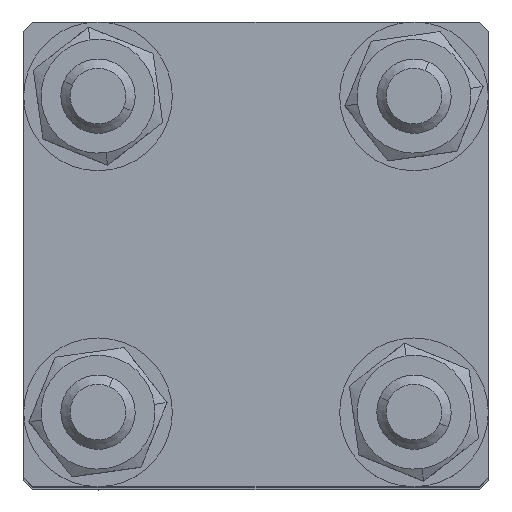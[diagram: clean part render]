
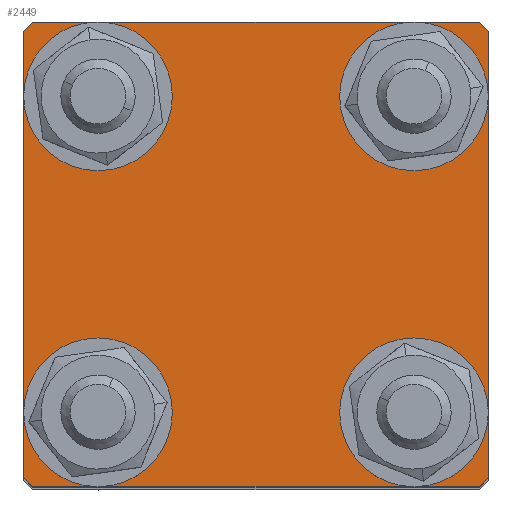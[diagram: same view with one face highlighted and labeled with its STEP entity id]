
A CAD part, top view. The second image highlights one B-rep face of the part: STEP entity #2449.
In plain terms, the highlighted planar face has unit normal (0, 0, 1).
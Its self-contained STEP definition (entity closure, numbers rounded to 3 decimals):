
#318 = EDGE_LOOP ( 'NONE', ( #5585, #5256 ) ) ;
#320 = EDGE_LOOP ( 'NONE', ( #5333, #5255 ) ) ;
#321 = EDGE_LOOP ( 'NONE', ( #5254, #5300 ) ) ;
#322 = EDGE_LOOP ( 'NONE', ( #5324, #5302, #5298, #5320, #5311, #5325, #5342, #5647 ) ) ;
#323 = EDGE_LOOP ( 'NONE', ( #5265, #5262 ) ) ;
#326 = VERTEX_POINT ( 'NONE', #5471 ) ;
#328 = VERTEX_POINT ( 'NONE', #5469 ) ;
#329 = VERTEX_POINT ( 'NONE', #5465 ) ;
#331 = VERTEX_POINT ( 'NONE', #5466 ) ;
#333 = VERTEX_POINT ( 'NONE', #5464 ) ;
#334 = VERTEX_POINT ( 'NONE', #5473 ) ;
#335 = VERTEX_POINT ( 'NONE', #5474 ) ;
#445 = VERTEX_POINT ( 'NONE', #3947 ) ;
#446 = VERTEX_POINT ( 'NONE', #3944 ) ;
#447 = VERTEX_POINT ( 'NONE', #3948 ) ;
#450 = VERTEX_POINT ( 'NONE', #3946 ) ;
#756 = VECTOR ( 'NONE', #2777, 1000. ) ;
#759 = LINE ( 'NONE', #2776, #756 ) ;
#762 = VECTOR ( 'NONE', #2771, 1000. ) ;
#765 = LINE ( 'NONE', #2770, #762 ) ;
#770 = VECTOR ( 'NONE', #2763, 1000. ) ;
#773 = LINE ( 'NONE', #2762, #770 ) ;
#775 = VECTOR ( 'NONE', #2756, 1000. ) ;
#778 = LINE ( 'NONE', #2755, #775 ) ;
#783 = CIRCLE ( 'NONE', #4782, 4.5 ) ;
#847 = CIRCLE ( 'NONE', #4763, 4.5 ) ;
#853 = CIRCLE ( 'NONE', #4761, 4.5 ) ;
#859 = CIRCLE ( 'NONE', #4759, 4.5 ) ;
#869 = CIRCLE ( 'NONE', #4757, 4.5 ) ;
#877 = CIRCLE ( 'NONE', #4746, 4.5 ) ;
#878 = VECTOR ( 'NONE', #2200, 1000. ) ;
#879 = CIRCLE ( 'NONE', #4744, 4.5 ) ;
#880 = VECTOR ( 'NONE', #2198, 1000. ) ;
#881 = LINE ( 'NONE', #2199, #878 ) ;
#882 = VECTOR ( 'NONE', #2196, 1000. ) ;
#883 = LINE ( 'NONE', #2197, #880 ) ;
#884 = VECTOR ( 'NONE', #2163, 1000. ) ;
#885 = CIRCLE ( 'NONE', #4745, 4.5 ) ;
#886 = LINE ( 'NONE', #2191, #882 ) ;
#887 = LINE ( 'NONE', #2192, #884 ) ;
#2163 = DIRECTION ( 'NONE',  ( -0.707, -0.707, 0. ) ) ;
#2191 = CARTESIAN_POINT ( 'NONE',  ( 24., 25., 12.5 ) ) ;
#2192 = CARTESIAN_POINT ( 'NONE',  ( -25., 24., 12.5 ) ) ;
#2196 = DIRECTION ( 'NONE',  ( -0.707, 0.707, 0. ) ) ;
#2197 = CARTESIAN_POINT ( 'NONE',  ( 25., -24., 12.5 ) ) ;
#2198 = DIRECTION ( 'NONE',  ( 0.707, 0.707, 0. ) ) ;
#2199 = CARTESIAN_POINT ( 'NONE',  ( -24., -25., 12.5 ) ) ;
#2200 = DIRECTION ( 'NONE',  ( 0.707, -0.707, 0. ) ) ;
#2201 = CARTESIAN_POINT ( 'NONE',  ( 17., 17., 12.5 ) ) ;
#2202 = DIRECTION ( 'NONE',  ( 0., 0., -1. ) ) ;
#2203 = DIRECTION ( 'NONE',  ( -1., 0., 0. ) ) ;
#2204 = CARTESIAN_POINT ( 'NONE',  ( 17., -17., 12.5 ) ) ;
#2205 = DIRECTION ( 'NONE',  ( 0., 0., -1. ) ) ;
#2206 = DIRECTION ( 'NONE',  ( -1., 0., 0. ) ) ;
#2207 = CARTESIAN_POINT ( 'NONE',  ( -17., -17., 12.5 ) ) ;
#2208 = DIRECTION ( 'NONE',  ( 0., 0., -1. ) ) ;
#2209 = DIRECTION ( 'NONE',  ( -1., 0., 0. ) ) ;
#2223 = CARTESIAN_POINT ( 'NONE',  ( 21.5, 17., 12.5 ) ) ;
#2229 = CARTESIAN_POINT ( 'NONE',  ( 12.5, 17., 12.5 ) ) ;
#2232 = CARTESIAN_POINT ( 'NONE',  ( 12.5, -17., 12.5 ) ) ;
#2233 = CARTESIAN_POINT ( 'NONE',  ( -21.5, -17., 12.5 ) ) ;
#2449 = ADVANCED_FACE ( 'NONE', ( #6995, #6989, #6993, #6990, #6996 ), #2504, .F. ) ;
#2499 = CARTESIAN_POINT ( 'NONE',  ( 0., 0., 12.5 ) ) ;
#2501 = DIRECTION ( 'NONE',  ( 0., 0., -1. ) ) ;
#2504 = PLANE ( 'NONE',  #4557 ) ;
#2507 = DIRECTION ( 'NONE',  ( -1., 0., 0. ) ) ;
#2750 = CARTESIAN_POINT ( 'NONE',  ( -17., 17., 12.5 ) ) ;
#2751 = DIRECTION ( 'NONE',  ( 0., 0., -1. ) ) ;
#2752 = DIRECTION ( 'NONE',  ( -1., 0., 0. ) ) ;
#2755 = CARTESIAN_POINT ( 'NONE',  ( -25., -25., 12.5 ) ) ;
#2756 = DIRECTION ( 'NONE',  ( 1., 0., 0. ) ) ;
#2762 = CARTESIAN_POINT ( 'NONE',  ( -25., -25., 12.5 ) ) ;
#2763 = DIRECTION ( 'NONE',  ( 0., -1., 0. ) ) ;
#2770 = CARTESIAN_POINT ( 'NONE',  ( -25., 25., 12.5 ) ) ;
#2771 = DIRECTION ( 'NONE',  ( -1., 0., 0. ) ) ;
#2776 = CARTESIAN_POINT ( 'NONE',  ( 25., -25., 12.5 ) ) ;
#2777 = DIRECTION ( 'NONE',  ( 0., 1., 0. ) ) ;
#3944 = CARTESIAN_POINT ( 'NONE',  ( -12.5, -17., 12.5 ) ) ;
#3946 = CARTESIAN_POINT ( 'NONE',  ( -12.5, 17., 12.5 ) ) ;
#3947 = CARTESIAN_POINT ( 'NONE',  ( 21.5, -17., 12.5 ) ) ;
#3948 = CARTESIAN_POINT ( 'NONE',  ( -21.5, 17., 12.5 ) ) ;
#4330 = EDGE_CURVE ( 'NONE', #331, #334, #887, .T. ) ;
#4331 = EDGE_CURVE ( 'NONE', #335, #333, #886, .T. ) ;
#4332 = EDGE_CURVE ( 'NONE', #326, #5635, #883, .T. ) ;
#4333 = EDGE_CURVE ( 'NONE', #329, #328, #881, .T. ) ;
#4334 = EDGE_CURVE ( 'NONE', #4620, #4629, #879, .T. ) ;
#4335 = EDGE_CURVE ( 'NONE', #4635, #445, #885, .T. ) ;
#4336 = EDGE_CURVE ( 'NONE', #4642, #446, #877, .T. ) ;
#4557 = AXIS2_PLACEMENT_3D ( 'NONE', #2499, #2501, #2507 ) ;
#4620 = VERTEX_POINT ( 'NONE', #2229 ) ;
#4629 = VERTEX_POINT ( 'NONE', #2223 ) ;
#4635 = VERTEX_POINT ( 'NONE', #2232 ) ;
#4642 = VERTEX_POINT ( 'NONE', #2233 ) ;
#4744 = AXIS2_PLACEMENT_3D ( 'NONE', #2201, #2202, #2203 ) ;
#4745 = AXIS2_PLACEMENT_3D ( 'NONE', #2204, #2205, #2206 ) ;
#4746 = AXIS2_PLACEMENT_3D ( 'NONE', #2207, #2208, #2209 ) ;
#4757 = AXIS2_PLACEMENT_3D ( 'NONE', #6702, #6703, #6704 ) ;
#4759 = AXIS2_PLACEMENT_3D ( 'NONE', #6712, #6713, #6714 ) ;
#4761 = AXIS2_PLACEMENT_3D ( 'NONE', #6722, #6723, #6724 ) ;
#4763 = AXIS2_PLACEMENT_3D ( 'NONE', #6732, #6733, #6734 ) ;
#4782 = AXIS2_PLACEMENT_3D ( 'NONE', #2750, #2751, #2752 ) ;
#5254 = ORIENTED_EDGE ( 'NONE', *, *, #6908, .T. ) ;
#5255 = ORIENTED_EDGE ( 'NONE', *, *, #6585, .T. ) ;
#5256 = ORIENTED_EDGE ( 'NONE', *, *, #6594, .T. ) ;
#5262 = ORIENTED_EDGE ( 'NONE', *, *, #6607, .T. ) ;
#5265 = ORIENTED_EDGE ( 'NONE', *, *, #4334, .T. ) ;
#5298 = ORIENTED_EDGE ( 'NONE', *, *, #6911, .T. ) ;
#5300 = ORIENTED_EDGE ( 'NONE', *, *, #6574, .T. ) ;
#5302 = ORIENTED_EDGE ( 'NONE', *, *, #4333, .T. ) ;
#5311 = ORIENTED_EDGE ( 'NONE', *, *, #6921, .T. ) ;
#5320 = ORIENTED_EDGE ( 'NONE', *, *, #4332, .T. ) ;
#5324 = ORIENTED_EDGE ( 'NONE', *, *, #6914, .T. ) ;
#5325 = ORIENTED_EDGE ( 'NONE', *, *, #4331, .T. ) ;
#5333 = ORIENTED_EDGE ( 'NONE', *, *, #4336, .T. ) ;
#5342 = ORIENTED_EDGE ( 'NONE', *, *, #6918, .T. ) ;
#5464 = CARTESIAN_POINT ( 'NONE',  ( 24., 25., 12.5 ) ) ;
#5465 = CARTESIAN_POINT ( 'NONE',  ( -25., -24., 12.5 ) ) ;
#5466 = CARTESIAN_POINT ( 'NONE',  ( -24., 25., 12.5 ) ) ;
#5469 = CARTESIAN_POINT ( 'NONE',  ( -24., -25., 12.5 ) ) ;
#5471 = CARTESIAN_POINT ( 'NONE',  ( 24., -25., 12.5 ) ) ;
#5473 = CARTESIAN_POINT ( 'NONE',  ( -25., 24., 12.5 ) ) ;
#5474 = CARTESIAN_POINT ( 'NONE',  ( 25., 24., 12.5 ) ) ;
#5585 = ORIENTED_EDGE ( 'NONE', *, *, #4335, .T. ) ;
#5635 = VERTEX_POINT ( 'NONE', #6655 ) ;
#5647 = ORIENTED_EDGE ( 'NONE', *, *, #4330, .T. ) ;
#6574 = EDGE_CURVE ( 'NONE', #450, #447, #869, .T. ) ;
#6585 = EDGE_CURVE ( 'NONE', #446, #4642, #859, .T. ) ;
#6594 = EDGE_CURVE ( 'NONE', #445, #4635, #853, .T. ) ;
#6607 = EDGE_CURVE ( 'NONE', #4629, #4620, #847, .T. ) ;
#6655 = CARTESIAN_POINT ( 'NONE',  ( 25., -24., 12.5 ) ) ;
#6702 = CARTESIAN_POINT ( 'NONE',  ( -17., 17., 12.5 ) ) ;
#6703 = DIRECTION ( 'NONE',  ( 0., 0., -1. ) ) ;
#6704 = DIRECTION ( 'NONE',  ( -1., 0., 0. ) ) ;
#6712 = CARTESIAN_POINT ( 'NONE',  ( -17., -17., 12.5 ) ) ;
#6713 = DIRECTION ( 'NONE',  ( 0., 0., -1. ) ) ;
#6714 = DIRECTION ( 'NONE',  ( -1., 0., 0. ) ) ;
#6722 = CARTESIAN_POINT ( 'NONE',  ( 17., -17., 12.5 ) ) ;
#6723 = DIRECTION ( 'NONE',  ( 0., 0., -1. ) ) ;
#6724 = DIRECTION ( 'NONE',  ( -1., 0., 0. ) ) ;
#6732 = CARTESIAN_POINT ( 'NONE',  ( 17., 17., 12.5 ) ) ;
#6733 = DIRECTION ( 'NONE',  ( 0., 0., -1. ) ) ;
#6734 = DIRECTION ( 'NONE',  ( -1., 0., 0. ) ) ;
#6908 = EDGE_CURVE ( 'NONE', #447, #450, #783, .T. ) ;
#6911 = EDGE_CURVE ( 'NONE', #328, #326, #778, .T. ) ;
#6914 = EDGE_CURVE ( 'NONE', #334, #329, #773, .T. ) ;
#6918 = EDGE_CURVE ( 'NONE', #333, #331, #765, .T. ) ;
#6921 = EDGE_CURVE ( 'NONE', #5635, #335, #759, .T. ) ;
#6989 = FACE_BOUND ( 'NONE', #320, .T. ) ;
#6990 = FACE_BOUND ( 'NONE', #323, .T. ) ;
#6993 = FACE_BOUND ( 'NONE', #318, .T. ) ;
#6995 = FACE_BOUND ( 'NONE', #321, .T. ) ;
#6996 = FACE_OUTER_BOUND ( 'NONE', #322, .T. ) ;
